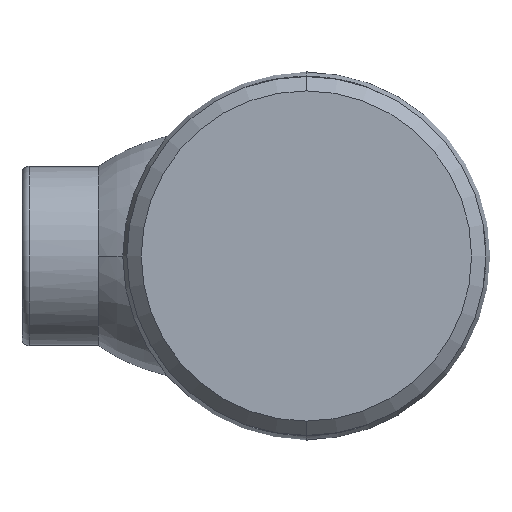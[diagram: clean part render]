
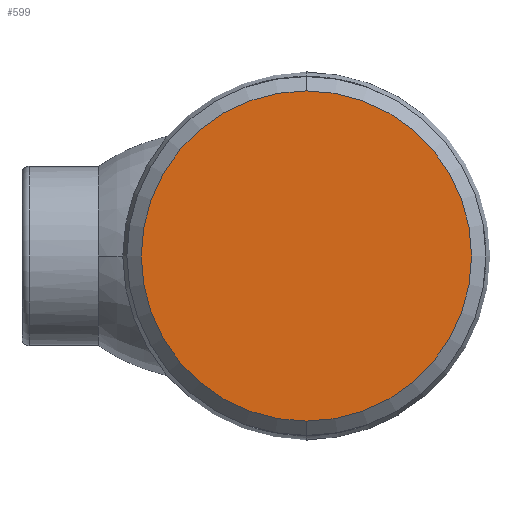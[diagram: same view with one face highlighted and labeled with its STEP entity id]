
A CAD part, left-side view. The second image highlights one B-rep face of the part: STEP entity #599.
In plain terms, the highlighted planar face has unit normal (-1, 0, 0).
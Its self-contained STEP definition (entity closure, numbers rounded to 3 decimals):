
#225 = DIRECTION ( 'NONE',  ( 0., 0., -1. ) ) ;
#424 = AXIS2_PLACEMENT_3D ( 'NONE', #1043, #2566, #1257 ) ;
#451 = AXIS2_PLACEMENT_3D ( 'NONE', #741, #2249, #951 ) ;
#599 = ADVANCED_FACE ( 'NONE', ( #851 ), #2116, .F. ) ;
#741 = CARTESIAN_POINT ( 'NONE',  ( 0., 0., 0. ) ) ;
#825 = CARTESIAN_POINT ( 'NONE',  ( 0., 0., 0. ) ) ;
#851 = FACE_OUTER_BOUND ( 'NONE', #2479, .T. ) ;
#951 = DIRECTION ( 'NONE',  ( 0., 0., -1. ) ) ;
#968 = VERTEX_POINT ( 'NONE', #2754 ) ;
#1043 = CARTESIAN_POINT ( 'NONE',  ( 0., 0., 0. ) ) ;
#1250 = EDGE_CURVE ( 'NONE', #968, #1856, #2591, .T. ) ;
#1257 = DIRECTION ( 'NONE',  ( 0., 0., -1. ) ) ;
#1509 = DIRECTION ( 'NONE',  ( 1., 0., 0. ) ) ;
#1853 = CARTESIAN_POINT ( 'NONE',  ( 0., 0., -23. ) ) ;
#1856 = VERTEX_POINT ( 'NONE', #1853 ) ;
#1982 = CIRCLE ( 'NONE', #424, 23. ) ;
#2116 = PLANE ( 'NONE',  #2717 ) ;
#2249 = DIRECTION ( 'NONE',  ( -1., 0., 0. ) ) ;
#2479 = EDGE_LOOP ( 'NONE', ( #2503, #2558 ) ) ;
#2503 = ORIENTED_EDGE ( 'NONE', *, *, #2734, .T. ) ;
#2558 = ORIENTED_EDGE ( 'NONE', *, *, #1250, .T. ) ;
#2566 = DIRECTION ( 'NONE',  ( -1., 0., 0. ) ) ;
#2591 = CIRCLE ( 'NONE', #451, 23. ) ;
#2717 = AXIS2_PLACEMENT_3D ( 'NONE', #825, #1509, #225 ) ;
#2734 = EDGE_CURVE ( 'NONE', #1856, #968, #1982, .T. ) ;
#2754 = CARTESIAN_POINT ( 'NONE',  ( 0., 0., 23. ) ) ;
